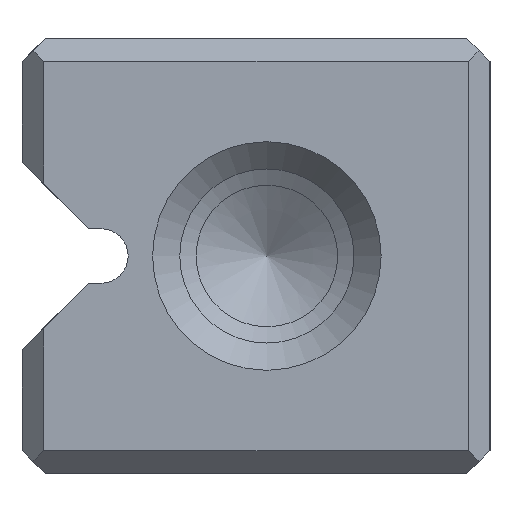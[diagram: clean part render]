
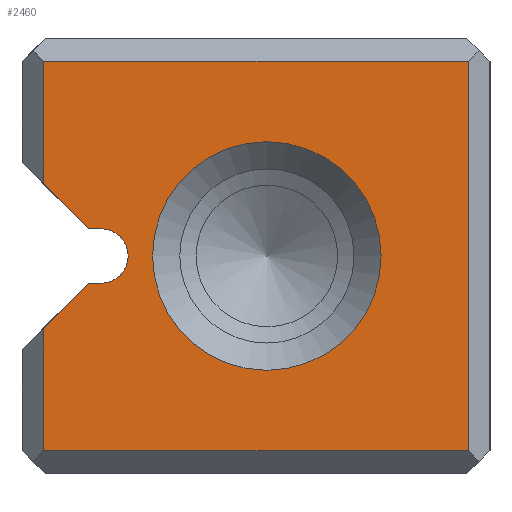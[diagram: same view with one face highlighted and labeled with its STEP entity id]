
A CAD part, left-side view. The second image highlights one B-rep face of the part: STEP entity #2460.
In plain terms, the highlighted planar face has unit normal (-1, 0, 0).
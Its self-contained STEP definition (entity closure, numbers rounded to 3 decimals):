
#2460=ADVANCED_FACE('',(#3345,#3346),#2835,.T.);
#2835=PLANE('',#8716);
#3076=CIRCLE('',#8714,2.1);
#3077=CIRCLE('',#8715,0.5);
#3345=FACE_BOUND('',#3523,.T.);
#3346=FACE_BOUND('',#3524,.T.);
#3523=EDGE_LOOP('',(#4231));
#3524=EDGE_LOOP('',(#4232,#4233,#4234,#4235,#4236,#4237,#4238,#4239,#4240,
#4241));
#4231=ORIENTED_EDGE('',*,*,#6703,.T.);
#4232=ORIENTED_EDGE('',*,*,#6704,.T.);
#4233=ORIENTED_EDGE('',*,*,#6705,.T.);
#4234=ORIENTED_EDGE('',*,*,#6706,.T.);
#4235=ORIENTED_EDGE('',*,*,#6707,.T.);
#4236=ORIENTED_EDGE('',*,*,#6708,.T.);
#4237=ORIENTED_EDGE('',*,*,#6709,.T.);
#4238=ORIENTED_EDGE('',*,*,#6710,.T.);
#4239=ORIENTED_EDGE('',*,*,#6711,.F.);
#4240=ORIENTED_EDGE('',*,*,#6712,.F.);
#4241=ORIENTED_EDGE('',*,*,#6713,.T.);
#6061=VERTEX_POINT('',#11191);
#6062=VERTEX_POINT('',#11193);
#6063=VERTEX_POINT('',#11194);
#6064=VERTEX_POINT('',#11196);
#6065=VERTEX_POINT('',#11198);
#6066=VERTEX_POINT('',#11200);
#6067=VERTEX_POINT('',#11202);
#6068=VERTEX_POINT('',#11204);
#6069=VERTEX_POINT('',#11206);
#6070=VERTEX_POINT('',#11208);
#6071=VERTEX_POINT('',#11210);
#6703=EDGE_CURVE('',#6061,#6061,#3076,.T.);
#6704=EDGE_CURVE('',#6062,#6063,#7537,.T.);
#6705=EDGE_CURVE('',#6063,#6064,#7538,.T.);
#6706=EDGE_CURVE('',#6064,#6065,#7539,.T.);
#6707=EDGE_CURVE('',#6065,#6066,#7540,.T.);
#6708=EDGE_CURVE('',#6066,#6067,#7541,.T.);
#6709=EDGE_CURVE('',#6067,#6068,#7542,.T.);
#6710=EDGE_CURVE('',#6068,#6069,#3077,.T.);
#6711=EDGE_CURVE('',#6070,#6069,#7543,.T.);
#6712=EDGE_CURVE('',#6071,#6070,#7544,.T.);
#6713=EDGE_CURVE('',#6071,#6062,#7545,.T.);
#7537=LINE('',#11192,#8205);
#7538=LINE('',#11195,#8206);
#7539=LINE('',#11197,#8207);
#7540=LINE('',#11199,#8208);
#7541=LINE('',#11201,#8209);
#7542=LINE('',#11203,#8210);
#7543=LINE('',#11207,#8211);
#7544=LINE('',#11209,#8212);
#7545=LINE('',#11211,#8213);
#8205=VECTOR('',#9261,1.);
#8206=VECTOR('',#9262,1.);
#8207=VECTOR('',#9263,1.);
#8208=VECTOR('',#9264,1.);
#8209=VECTOR('',#9265,1.);
#8210=VECTOR('',#9266,1.);
#8211=VECTOR('',#9269,1.);
#8212=VECTOR('',#9270,1.);
#8213=VECTOR('',#9271,1.);
#8714=AXIS2_PLACEMENT_3D('',#11190,#9259,#9260);
#8715=AXIS2_PLACEMENT_3D('',#11205,#9267,#9268);
#8716=AXIS2_PLACEMENT_3D('',#11212,#9272,#9273);
#9259=DIRECTION('',(1.,0.,0.));
#9260=DIRECTION('',(0.,0.,-1.));
#9261=DIRECTION('',(0.,-1.,0.));
#9262=DIRECTION('',(0.,0.,1.));
#9263=DIRECTION('',(0.,1.,0.));
#9264=DIRECTION('',(0.,0.,-1.));
#9265=DIRECTION('',(0.,-0.707,-0.707));
#9266=DIRECTION('',(0.,-1.,0.));
#9267=DIRECTION('',(1.,0.,0.));
#9268=DIRECTION('',(0.,0.,1.));
#9269=DIRECTION('',(0.,-1.,0.));
#9270=DIRECTION('',(0.,-0.707,0.707));
#9271=DIRECTION('',(0.,0.,-1.));
#9272=DIRECTION('',(-1.,0.,0.));
#9273=DIRECTION('',(0.,0.,-1.));
#11190=CARTESIAN_POINT('',(0.,4.1,4.));
#11191=CARTESIAN_POINT('',(0.,4.1,1.9));
#11192=CARTESIAN_POINT('',(0.,4.3,0.425));
#11193=CARTESIAN_POINT('',(0.,8.2,0.425));
#11194=CARTESIAN_POINT('',(0.,0.4,0.425));
#11195=CARTESIAN_POINT('',(0.,0.4,0.));
#11196=CARTESIAN_POINT('',(0.,0.4,7.575));
#11197=CARTESIAN_POINT('',(0.,4.3,7.575));
#11198=CARTESIAN_POINT('',(0.,8.2,7.575));
#11199=CARTESIAN_POINT('',(0.,8.2,0.));
#11200=CARTESIAN_POINT('',(0.,8.2,5.321));
#11201=CARTESIAN_POINT('',(0.,8.6,5.721));
#11202=CARTESIAN_POINT('',(0.,7.379,4.5));
#11203=CARTESIAN_POINT('',(0.,6.65,4.5));
#11204=CARTESIAN_POINT('',(0.,7.15,4.5));
#11205=CARTESIAN_POINT('',(0.,7.15,4.));
#11206=CARTESIAN_POINT('',(0.,7.15,3.5));
#11207=CARTESIAN_POINT('',(0.,6.65,3.5));
#11208=CARTESIAN_POINT('',(0.,7.379,3.5));
#11209=CARTESIAN_POINT('',(0.,8.6,2.279));
#11210=CARTESIAN_POINT('',(0.,8.2,2.679));
#11211=CARTESIAN_POINT('',(0.,8.2,0.));
#11212=CARTESIAN_POINT('',(0.,4.3,0.));
